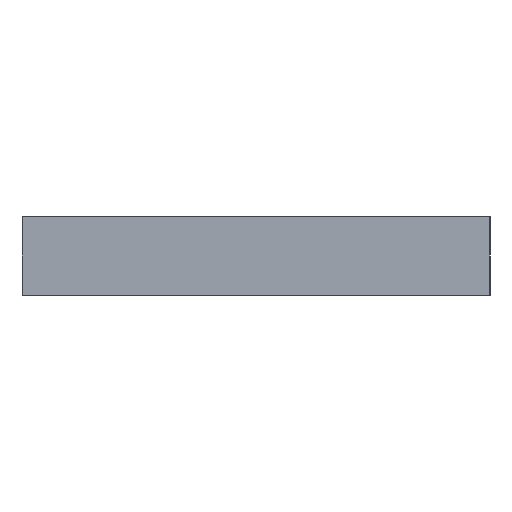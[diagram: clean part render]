
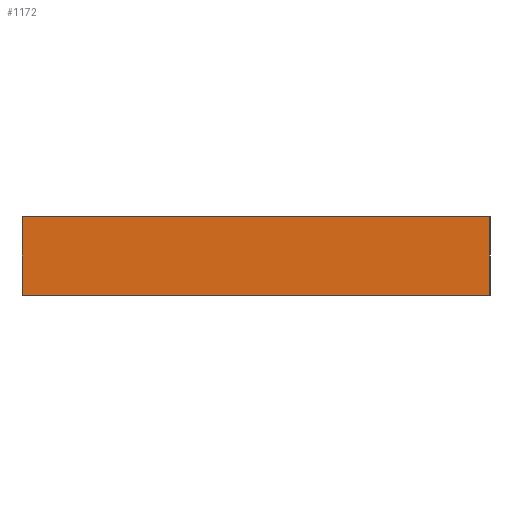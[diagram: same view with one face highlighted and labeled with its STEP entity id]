
A CAD part, left-side view. The second image highlights one B-rep face of the part: STEP entity #1172.
In plain terms, the highlighted planar face has unit normal (-1, 0, 0).
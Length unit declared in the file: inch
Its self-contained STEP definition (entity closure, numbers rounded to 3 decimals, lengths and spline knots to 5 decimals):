
#8 = EDGE_CURVE ( 'NONE', #307, #1124, #1528, .T. ) ;
#69 = CARTESIAN_POINT ( 'NONE',  ( -2.75, 1.875, 0. ) ) ;
#119 = EDGE_CURVE ( 'NONE', #1474, #1124, #881, .T. ) ;
#244 = CARTESIAN_POINT ( 'NONE',  ( -2.75, -1.875, 0.6275 ) ) ;
#307 = VERTEX_POINT ( 'NONE', #244 ) ;
#321 = EDGE_CURVE ( 'NONE', #834, #1474, #1446, .T. ) ;
#545 = VECTOR ( 'NONE', #1254, 39.37008 ) ;
#643 = CARTESIAN_POINT ( 'NONE',  ( -2.75, -1.875, 0.6275 ) ) ;
#649 = DIRECTION ( 'NONE',  ( 1., 0., 0. ) ) ;
#798 = PLANE ( 'NONE',  #1239 ) ;
#799 = DIRECTION ( 'NONE',  ( 0., -1., 0. ) ) ;
#834 = VERTEX_POINT ( 'NONE', #1722 ) ;
#881 = LINE ( 'NONE', #940, #1510 ) ;
#889 = DIRECTION ( 'NONE',  ( 0., -1., 0. ) ) ;
#932 = VECTOR ( 'NONE', #1516, 39.37008 ) ;
#940 = CARTESIAN_POINT ( 'NONE',  ( -2.75, 1.875, 0. ) ) ;
#1094 = ORIENTED_EDGE ( 'NONE', *, *, #1753, .F. ) ;
#1115 = CARTESIAN_POINT ( 'NONE',  ( -2.75, 1.875, 0.6275 ) ) ;
#1124 = VERTEX_POINT ( 'NONE', #1325 ) ;
#1126 = VECTOR ( 'NONE', #889, 39.37008 ) ;
#1172 = ADVANCED_FACE ( 'NONE', ( #1816 ), #798, .F. ) ;
#1239 = AXIS2_PLACEMENT_3D ( 'NONE', #1500, #649, #1627 ) ;
#1254 = DIRECTION ( 'NONE',  ( 0., 0., -1. ) ) ;
#1304 = CARTESIAN_POINT ( 'NONE',  ( -2.75, 1.875, 0.6275 ) ) ;
#1325 = CARTESIAN_POINT ( 'NONE',  ( -2.75, -1.875, 0. ) ) ;
#1446 = LINE ( 'NONE', #1115, #932 ) ;
#1474 = VERTEX_POINT ( 'NONE', #69 ) ;
#1480 = LINE ( 'NONE', #1304, #1126 ) ;
#1500 = CARTESIAN_POINT ( 'NONE',  ( -2.75, 1.875, 0.6275 ) ) ;
#1510 = VECTOR ( 'NONE', #799, 39.37008 ) ;
#1516 = DIRECTION ( 'NONE',  ( 0., 0., -1. ) ) ;
#1524 = EDGE_LOOP ( 'NONE', ( #1695, #1775, #1094, #1674 ) ) ;
#1528 = LINE ( 'NONE', #643, #545 ) ;
#1627 = DIRECTION ( 'NONE',  ( 0., 0., -1. ) ) ;
#1674 = ORIENTED_EDGE ( 'NONE', *, *, #321, .T. ) ;
#1695 = ORIENTED_EDGE ( 'NONE', *, *, #119, .T. ) ;
#1722 = CARTESIAN_POINT ( 'NONE',  ( -2.75, 1.875, 0.6275 ) ) ;
#1753 = EDGE_CURVE ( 'NONE', #834, #307, #1480, .T. ) ;
#1775 = ORIENTED_EDGE ( 'NONE', *, *, #8, .F. ) ;
#1816 = FACE_OUTER_BOUND ( 'NONE', #1524, .T. ) ;
